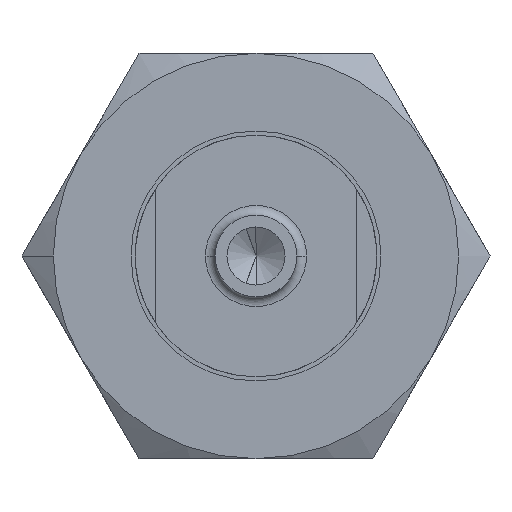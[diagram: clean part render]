
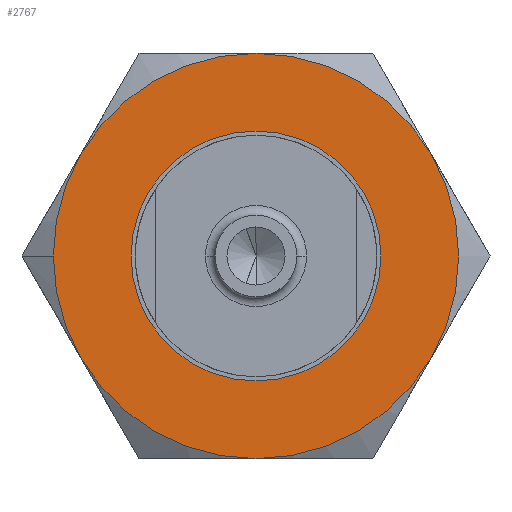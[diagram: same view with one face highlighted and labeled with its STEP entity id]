
A CAD part, left-side view. The second image highlights one B-rep face of the part: STEP entity #2767.
In plain terms, the highlighted planar face has unit normal (-1, 0, 0).
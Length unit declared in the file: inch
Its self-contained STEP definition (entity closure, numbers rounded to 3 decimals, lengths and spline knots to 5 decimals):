
#355 = VERTEX_POINT ( 'NONE', #20814 ) ;
#877 = ORIENTED_EDGE ( 'NONE', *, *, #11796, .F. ) ;
#1022 = EDGE_CURVE ( 'NONE', #1640, #18071, #10381, .T. ) ;
#1368 = CIRCLE ( 'NONE', #14679, 0.625 ) ;
#1640 = VERTEX_POINT ( 'NONE', #4585 ) ;
#1820 = DIRECTION ( 'NONE',  ( 1., 0., 0. ) ) ;
#2093 = CARTESIAN_POINT ( 'NONE',  ( -0.7265, 0., 0. ) ) ;
#2497 = ORIENTED_EDGE ( 'NONE', *, *, #15798, .F. ) ;
#2502 = DIRECTION ( 'NONE',  ( 0., 1., 0. ) ) ;
#2565 = EDGE_CURVE ( 'NONE', #6583, #18621, #2996, .T. ) ;
#2651 = CARTESIAN_POINT ( 'NONE',  ( -0.7265, 0.625, 0. ) ) ;
#2767 = ADVANCED_FACE ( 'NONE', ( #11097, #16384 ), #4124, .T. ) ;
#2914 = AXIS2_PLACEMENT_3D ( 'NONE', #3174, #15825, #2962 ) ;
#2962 = DIRECTION ( 'NONE',  ( 0., 1., 0. ) ) ;
#2996 = CIRCLE ( 'NONE', #4507, 0.3855 ) ;
#3174 = CARTESIAN_POINT ( 'NONE',  ( -0.7265, 0., 0. ) ) ;
#4124 = PLANE ( 'NONE',  #12497 ) ;
#4507 = AXIS2_PLACEMENT_3D ( 'NONE', #5769, #12493, #5848 ) ;
#4585 = CARTESIAN_POINT ( 'NONE',  ( -0.7265, 0., -0.625 ) ) ;
#5065 = DIRECTION ( 'NONE',  ( 1., 0., 0. ) ) ;
#5680 = CARTESIAN_POINT ( 'NONE',  ( -0.7265, 0., 0.625 ) ) ;
#5766 = DIRECTION ( 'NONE',  ( 0., 1., 0. ) ) ;
#5769 = CARTESIAN_POINT ( 'NONE',  ( -0.7265, 0., 0. ) ) ;
#5848 = DIRECTION ( 'NONE',  ( 0., 1., 0. ) ) ;
#5939 = CIRCLE ( 'NONE', #20936, 0.625 ) ;
#6025 = DIRECTION ( 'NONE',  ( 1., 0., 0. ) ) ;
#6029 = AXIS2_PLACEMENT_3D ( 'NONE', #15648, #7624, #5766 ) ;
#6300 = AXIS2_PLACEMENT_3D ( 'NONE', #19739, #5065, #16550 ) ;
#6435 = DIRECTION ( 'NONE',  ( 0., 1., 0. ) ) ;
#6583 = VERTEX_POINT ( 'NONE', #18844 ) ;
#7118 = EDGE_LOOP ( 'NONE', ( #16915, #16159, #2497, #13398, #12042, #877, #16448 ) ) ;
#7624 = DIRECTION ( 'NONE',  ( 1., 0., 0. ) ) ;
#7898 = CARTESIAN_POINT ( 'NONE',  ( -0.7265, 0., 0. ) ) ;
#8988 = CIRCLE ( 'NONE', #6029, 0.625 ) ;
#9226 = CARTESIAN_POINT ( 'NONE',  ( -0.7265, 0., 0. ) ) ;
#9562 = DIRECTION ( 'NONE',  ( 0., 1., 0. ) ) ;
#9613 = EDGE_CURVE ( 'NONE', #17371, #1640, #17564, .T. ) ;
#9752 = EDGE_CURVE ( 'NONE', #12041, #355, #8988, .T. ) ;
#10023 = CARTESIAN_POINT ( 'NONE',  ( -0.7265, -0.54127, -0.3125 ) ) ;
#10381 = CIRCLE ( 'NONE', #2914, 0.625 ) ;
#10729 = CIRCLE ( 'NONE', #6300, 0.625 ) ;
#10765 = DIRECTION ( 'NONE',  ( 0., -1., 0. ) ) ;
#11097 = FACE_BOUND ( 'NONE', #16198, .T. ) ;
#11125 = DIRECTION ( 'NONE',  ( 1., 0., 0. ) ) ;
#11459 = AXIS2_PLACEMENT_3D ( 'NONE', #2093, #1820, #11641 ) ;
#11547 = AXIS2_PLACEMENT_3D ( 'NONE', #20983, #14277, #6435 ) ;
#11641 = DIRECTION ( 'NONE',  ( 0., 1., 0. ) ) ;
#11651 = ORIENTED_EDGE ( 'NONE', *, *, #19135, .T. ) ;
#11796 = EDGE_CURVE ( 'NONE', #18015, #17371, #10729, .T. ) ;
#12041 = VERTEX_POINT ( 'NONE', #2651 ) ;
#12042 = ORIENTED_EDGE ( 'NONE', *, *, #9613, .F. ) ;
#12493 = DIRECTION ( 'NONE',  ( 1., 0., 0. ) ) ;
#12497 = AXIS2_PLACEMENT_3D ( 'NONE', #18966, #17026, #10765 ) ;
#12664 = DIRECTION ( 'NONE',  ( 0., 1., 0. ) ) ;
#12743 = EDGE_CURVE ( 'NONE', #355, #14782, #1368, .T. ) ;
#13344 = CARTESIAN_POINT ( 'NONE',  ( -0.7265, -0.3855, 0. ) ) ;
#13367 = ORIENTED_EDGE ( 'NONE', *, *, #2565, .T. ) ;
#13398 = ORIENTED_EDGE ( 'NONE', *, *, #1022, .F. ) ;
#13568 = CARTESIAN_POINT ( 'NONE',  ( -0.7265, -0.54127, 0.3125 ) ) ;
#13783 = AXIS2_PLACEMENT_3D ( 'NONE', #9226, #17036, #2502 ) ;
#14277 = DIRECTION ( 'NONE',  ( 1., 0., 0. ) ) ;
#14679 = AXIS2_PLACEMENT_3D ( 'NONE', #7898, #11125, #9562 ) ;
#14782 = VERTEX_POINT ( 'NONE', #5680 ) ;
#15604 = EDGE_CURVE ( 'NONE', #14782, #18015, #5939, .T. ) ;
#15648 = CARTESIAN_POINT ( 'NONE',  ( -0.7265, 0., 0. ) ) ;
#15798 = EDGE_CURVE ( 'NONE', #18071, #12041, #20582, .T. ) ;
#15825 = DIRECTION ( 'NONE',  ( 1., 0., 0. ) ) ;
#16159 = ORIENTED_EDGE ( 'NONE', *, *, #9752, .F. ) ;
#16198 = EDGE_LOOP ( 'NONE', ( #13367, #11651 ) ) ;
#16384 = FACE_OUTER_BOUND ( 'NONE', #7118, .T. ) ;
#16448 = ORIENTED_EDGE ( 'NONE', *, *, #15604, .F. ) ;
#16550 = DIRECTION ( 'NONE',  ( 0., 1., 0. ) ) ;
#16915 = ORIENTED_EDGE ( 'NONE', *, *, #12743, .F. ) ;
#17026 = DIRECTION ( 'NONE',  ( -1., 0., 0. ) ) ;
#17036 = DIRECTION ( 'NONE',  ( 1., 0., 0. ) ) ;
#17371 = VERTEX_POINT ( 'NONE', #10023 ) ;
#17564 = CIRCLE ( 'NONE', #11547, 0.625 ) ;
#17985 = CARTESIAN_POINT ( 'NONE',  ( -0.7265, 0.54127, -0.3125 ) ) ;
#18015 = VERTEX_POINT ( 'NONE', #13568 ) ;
#18071 = VERTEX_POINT ( 'NONE', #17985 ) ;
#18621 = VERTEX_POINT ( 'NONE', #13344 ) ;
#18844 = CARTESIAN_POINT ( 'NONE',  ( -0.7265, 0.3855, 0. ) ) ;
#18966 = CARTESIAN_POINT ( 'NONE',  ( -0.7265, 0.625, 0. ) ) ;
#19135 = EDGE_CURVE ( 'NONE', #18621, #6583, #20543, .T. ) ;
#19739 = CARTESIAN_POINT ( 'NONE',  ( -0.7265, 0., 0. ) ) ;
#20543 = CIRCLE ( 'NONE', #13783, 0.3855 ) ;
#20582 = CIRCLE ( 'NONE', #11459, 0.625 ) ;
#20640 = CARTESIAN_POINT ( 'NONE',  ( -0.7265, 0., 0. ) ) ;
#20814 = CARTESIAN_POINT ( 'NONE',  ( -0.7265, 0.54127, 0.3125 ) ) ;
#20936 = AXIS2_PLACEMENT_3D ( 'NONE', #20640, #6025, #12664 ) ;
#20983 = CARTESIAN_POINT ( 'NONE',  ( -0.7265, 0., 0. ) ) ;
